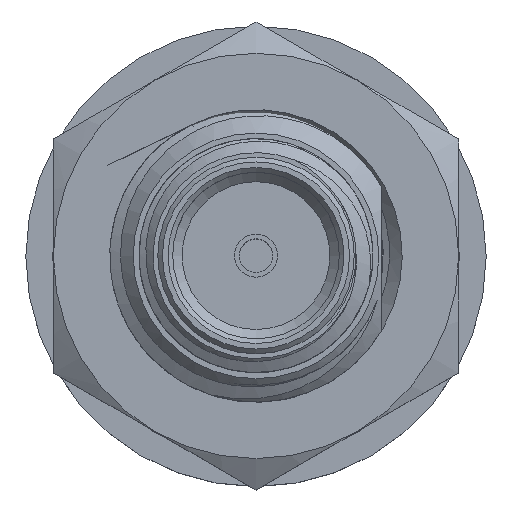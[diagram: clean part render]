
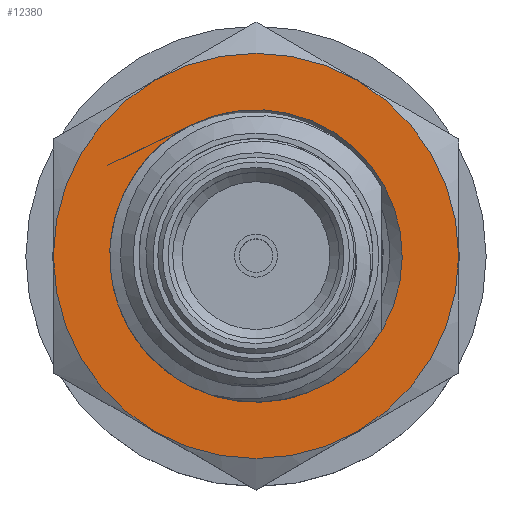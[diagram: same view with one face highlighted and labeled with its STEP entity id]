
A CAD part, top view. The second image highlights one B-rep face of the part: STEP entity #12380.
In plain terms, the highlighted planar face has unit normal (0, 0, 1).
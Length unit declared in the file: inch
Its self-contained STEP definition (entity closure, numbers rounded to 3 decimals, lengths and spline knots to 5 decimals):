
#139 = VERTEX_POINT ( 'NONE', #2828 ) ;
#562 = AXIS2_PLACEMENT_3D ( 'NONE', #11262, #17363, #17671 ) ;
#668 = VERTEX_POINT ( 'NONE', #9446 ) ;
#940 = EDGE_CURVE ( 'NONE', #1773, #20239, #12155, .T. ) ;
#1076 = EDGE_CURVE ( 'NONE', #18479, #17900, #19162, .T. ) ;
#1304 = VECTOR ( 'NONE', #20799, 39.37008 ) ;
#1343 = EDGE_CURVE ( 'NONE', #2499, #5518, #2967, .T. ) ;
#1773 = VERTEX_POINT ( 'NONE', #17826 ) ;
#1909 = DIRECTION ( 'NONE',  ( 0., 0., 1. ) ) ;
#1980 = ORIENTED_EDGE ( 'NONE', *, *, #1343, .F. ) ;
#1999 = DIRECTION ( 'NONE',  ( 0., 0., 1. ) ) ;
#2015 = FACE_OUTER_BOUND ( 'NONE', #14988, .T. ) ;
#2168 = DIRECTION ( 'NONE',  ( 0.437, -0.899, 0. ) ) ;
#2184 = ORIENTED_EDGE ( 'NONE', *, *, #18672, .T. ) ;
#2231 = DIRECTION ( 'NONE',  ( 0., 0., 1. ) ) ;
#2242 = EDGE_CURVE ( 'NONE', #17758, #18479, #2559, .T. ) ;
#2499 = VERTEX_POINT ( 'NONE', #12260 ) ;
#2559 = CIRCLE ( 'NONE', #15298, 0.21654 ) ;
#2828 = CARTESIAN_POINT ( 'NONE',  ( -0.069, 0.14019, 0.074 ) ) ;
#2967 = CIRCLE ( 'NONE', #20080, 0.15625 ) ;
#3067 = CARTESIAN_POINT ( 'NONE',  ( 0., 0., 0.074 ) ) ;
#3077 = EDGE_CURVE ( 'NONE', #668, #15774, #13505, .T. ) ;
#3255 = EDGE_CURVE ( 'NONE', #20239, #3756, #14286, .T. ) ;
#3315 = AXIS2_PLACEMENT_3D ( 'NONE', #11779, #2231, #11678 ) ;
#3756 = VERTEX_POINT ( 'NONE', #8217 ) ;
#3910 = CARTESIAN_POINT ( 'NONE',  ( 0.10827, -0.18753, 0.074 ) ) ;
#4444 = EDGE_LOOP ( 'NONE', ( #16056, #8233, #1980, #7337, #2184 ) ) ;
#4917 = ORIENTED_EDGE ( 'NONE', *, *, #940, .T. ) ;
#4926 = CIRCLE ( 'NONE', #562, 0.21654 ) ;
#4972 = CARTESIAN_POINT ( 'NONE',  ( 0., 0., 0.074 ) ) ;
#5277 = CARTESIAN_POINT ( 'NONE',  ( -0.21654, 0.12502, 0.074 ) ) ;
#5518 = VERTEX_POINT ( 'NONE', #17483 ) ;
#5694 = CARTESIAN_POINT ( 'NONE',  ( -0.15824, 0.09682, 0.074 ) ) ;
#5719 = CARTESIAN_POINT ( 'NONE',  ( 0., 0., 0.074 ) ) ;
#5940 = ORIENTED_EDGE ( 'NONE', *, *, #2242, .T. ) ;
#5964 = AXIS2_PLACEMENT_3D ( 'NONE', #5277, #1909, #11561 ) ;
#6229 = DIRECTION ( 'NONE',  ( 0., 0., 1. ) ) ;
#6238 = DIRECTION ( 'NONE',  ( 0., 0., 1. ) ) ;
#6359 = CARTESIAN_POINT ( 'NONE',  ( 0.21654, 0., 0.074 ) ) ;
#6487 = ORIENTED_EDGE ( 'NONE', *, *, #8227, .T. ) ;
#6520 = VECTOR ( 'NONE', #19290, 39.37008 ) ;
#6748 = DIRECTION ( 'NONE',  ( 1., 0., 0. ) ) ;
#7337 = ORIENTED_EDGE ( 'NONE', *, *, #15415, .F. ) ;
#7479 = EDGE_CURVE ( 'NONE', #17900, #1773, #19015, .T. ) ;
#7889 = CARTESIAN_POINT ( 'NONE',  ( -0.19431, 0.07929, 0.074 ) ) ;
#7906 = DIRECTION ( 'NONE',  ( 0., 0., 1. ) ) ;
#8057 = LINE ( 'NONE', #16240, #6520 ) ;
#8217 = CARTESIAN_POINT ( 'NONE',  ( -0.21654, 0., 0.074 ) ) ;
#8227 = EDGE_CURVE ( 'NONE', #3756, #17758, #4926, .T. ) ;
#8233 = ORIENTED_EDGE ( 'NONE', *, *, #20420, .T. ) ;
#8920 = ORIENTED_EDGE ( 'NONE', *, *, #1076, .T. ) ;
#9269 = DIRECTION ( 'NONE',  ( 1., 0., 0. ) ) ;
#9421 = CARTESIAN_POINT ( 'NONE',  ( -0.10827, 0.18753, 0.074 ) ) ;
#9446 = CARTESIAN_POINT ( 'NONE',  ( -0.15824, 0.09682, 0.074 ) ) ;
#9562 = LINE ( 'NONE', #7889, #1304 ) ;
#9668 = CARTESIAN_POINT ( 'NONE',  ( 0., 0., 0.074 ) ) ;
#9885 = PLANE ( 'NONE',  #5964 ) ;
#10523 = ORIENTED_EDGE ( 'NONE', *, *, #3255, .T. ) ;
#11054 = CARTESIAN_POINT ( 'NONE',  ( 0., 0., 0.074 ) ) ;
#11262 = CARTESIAN_POINT ( 'NONE',  ( 0., 0., 0.074 ) ) ;
#11561 = DIRECTION ( 'NONE',  ( 1., 0., 0. ) ) ;
#11678 = DIRECTION ( 'NONE',  ( 1., 0., 0. ) ) ;
#11779 = CARTESIAN_POINT ( 'NONE',  ( 0., 0., 0.074 ) ) ;
#12155 = CIRCLE ( 'NONE', #14742, 0.21654 ) ;
#12260 = CARTESIAN_POINT ( 'NONE',  ( 0.05758, -0.14525, 0.074 ) ) ;
#12295 = AXIS2_PLACEMENT_3D ( 'NONE', #11054, #6238, #12525 ) ;
#12380 = ADVANCED_FACE ( 'NONE', ( #2015, #13239 ), #9885, .T. ) ;
#12525 = DIRECTION ( 'NONE',  ( 1., 0., 0. ) ) ;
#13239 = FACE_BOUND ( 'NONE', #4444, .T. ) ;
#13428 = DIRECTION ( 'NONE',  ( 0., 0., 1. ) ) ;
#13505 = LINE ( 'NONE', #18027, #19994 ) ;
#13678 = AXIS2_PLACEMENT_3D ( 'NONE', #3067, #7906, #9269 ) ;
#14107 = DIRECTION ( 'NONE',  ( 1., 0., 0. ) ) ;
#14286 = CIRCLE ( 'NONE', #19643, 0.21654 ) ;
#14742 = AXIS2_PLACEMENT_3D ( 'NONE', #4972, #16518, #6748 ) ;
#14988 = EDGE_LOOP ( 'NONE', ( #8920, #15412, #4917, #10523, #6487, #5940 ) ) ;
#15004 = CIRCLE ( 'NONE', #13678, 0.15625 ) ;
#15209 = DIRECTION ( 'NONE',  ( 1., 0., 0. ) ) ;
#15298 = AXIS2_PLACEMENT_3D ( 'NONE', #16792, #13428, #15209 ) ;
#15412 = ORIENTED_EDGE ( 'NONE', *, *, #7479, .T. ) ;
#15415 = EDGE_CURVE ( 'NONE', #139, #2499, #15004, .T. ) ;
#15774 = VERTEX_POINT ( 'NONE', #5694 ) ;
#16056 = ORIENTED_EDGE ( 'NONE', *, *, #3077, .F. ) ;
#16075 = DIRECTION ( 'NONE',  ( 1., 0., 0. ) ) ;
#16240 = CARTESIAN_POINT ( 'NONE',  ( -0.19431, 0.07929, 0.074 ) ) ;
#16518 = DIRECTION ( 'NONE',  ( 0., 0., 1. ) ) ;
#16792 = CARTESIAN_POINT ( 'NONE',  ( 0., 0., 0.074 ) ) ;
#17078 = CARTESIAN_POINT ( 'NONE',  ( -0.10827, -0.18753, 0.074 ) ) ;
#17363 = DIRECTION ( 'NONE',  ( 0., 0., 1. ) ) ;
#17483 = CARTESIAN_POINT ( 'NONE',  ( -0.0683, 0.14053, 0.074 ) ) ;
#17671 = DIRECTION ( 'NONE',  ( 1., 0., 0. ) ) ;
#17758 = VERTEX_POINT ( 'NONE', #17078 ) ;
#17826 = CARTESIAN_POINT ( 'NONE',  ( 0.10827, 0.18753, 0.074 ) ) ;
#17900 = VERTEX_POINT ( 'NONE', #6359 ) ;
#18027 = CARTESIAN_POINT ( 'NONE',  ( -0.18046, 0.14255, 0.074 ) ) ;
#18479 = VERTEX_POINT ( 'NONE', #3910 ) ;
#18672 = EDGE_CURVE ( 'NONE', #139, #15774, #9562, .T. ) ;
#19015 = CIRCLE ( 'NONE', #12295, 0.21654 ) ;
#19162 = CIRCLE ( 'NONE', #3315, 0.21654 ) ;
#19290 = DIRECTION ( 'NONE',  ( 0.899, 0.437, 0. ) ) ;
#19643 = AXIS2_PLACEMENT_3D ( 'NONE', #5719, #6229, #14107 ) ;
#19994 = VECTOR ( 'NONE', #2168, 39.37008 ) ;
#20080 = AXIS2_PLACEMENT_3D ( 'NONE', #9668, #1999, #16075 ) ;
#20239 = VERTEX_POINT ( 'NONE', #9421 ) ;
#20420 = EDGE_CURVE ( 'NONE', #668, #5518, #8057, .T. ) ;
#20799 = DIRECTION ( 'NONE',  ( -0.899, -0.437, 0. ) ) ;
